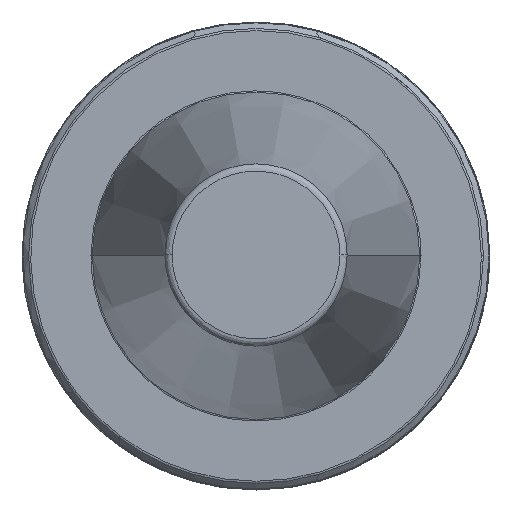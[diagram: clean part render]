
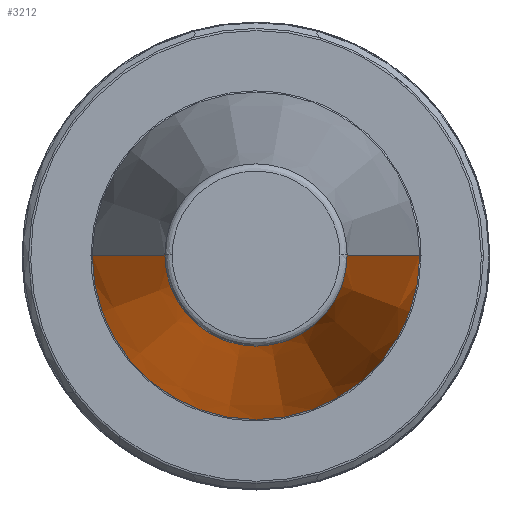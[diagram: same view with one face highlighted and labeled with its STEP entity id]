
A CAD part, top view. The second image highlights one B-rep face of the part: STEP entity #3212.
In plain terms, the highlighted conical face has half-angle 8.297 degrees and reference radius 22.225 mm.
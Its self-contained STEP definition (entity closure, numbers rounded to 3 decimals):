
#25 = ORIENTED_EDGE ( 'NONE', *, *, #1628, .F. ) ;
#51 = VERTEX_POINT ( 'NONE', #3196 ) ;
#53 = DIRECTION ( 'NONE',  ( 0., 0., -1. ) ) ;
#107 = CARTESIAN_POINT ( 'NONE',  ( -22.225, 0., 0. ) ) ;
#414 = VECTOR ( 'NONE', #1460, 1000. ) ;
#483 = CARTESIAN_POINT ( 'NONE',  ( 22.225, 0., 0. ) ) ;
#507 = CARTESIAN_POINT ( 'NONE',  ( 0., 0., 67.544 ) ) ;
#526 = EDGE_CURVE ( 'NONE', #1453, #1983, #2646, .T. ) ;
#550 = CARTESIAN_POINT ( 'NONE',  ( 22.225, 0., 0. ) ) ;
#586 = DIRECTION ( 'NONE',  ( -1., 0., 0. ) ) ;
#760 = DIRECTION ( 'NONE',  ( 1., 0., 0. ) ) ;
#768 = DIRECTION ( 'NONE',  ( -1., 0., 0. ) ) ;
#773 = DIRECTION ( 'NONE',  ( 0., 0., -1. ) ) ;
#788 = CARTESIAN_POINT ( 'NONE',  ( 0., 0., 0. ) ) ;
#1197 = VERTEX_POINT ( 'NONE', #483 ) ;
#1402 = ORIENTED_EDGE ( 'NONE', *, *, #526, .T. ) ;
#1413 = CARTESIAN_POINT ( 'NONE',  ( -12.375, 0., 67.544 ) ) ;
#1453 = VERTEX_POINT ( 'NONE', #1413 ) ;
#1460 = DIRECTION ( 'NONE',  ( -0.144, 0., -0.99 ) ) ;
#1628 = EDGE_CURVE ( 'NONE', #1197, #1983, #2558, .T. ) ;
#1877 = CARTESIAN_POINT ( 'NONE',  ( 0., 0., 0. ) ) ;
#1923 = ORIENTED_EDGE ( 'NONE', *, *, #2251, .F. ) ;
#1983 = VERTEX_POINT ( 'NONE', #3012 ) ;
#2077 = AXIS2_PLACEMENT_3D ( 'NONE', #788, #773, #760 ) ;
#2095 = CIRCLE ( 'NONE', #2106, 12.375 ) ;
#2106 = AXIS2_PLACEMENT_3D ( 'NONE', #507, #2317, #768 ) ;
#2251 = EDGE_CURVE ( 'NONE', #51, #1197, #2493, .T. ) ;
#2314 = CONICAL_SURFACE ( 'NONE', #2420, 22.225, 0.145 ) ;
#2317 = DIRECTION ( 'NONE',  ( 0., 0., -1. ) ) ;
#2403 = FACE_OUTER_BOUND ( 'NONE', #3084, .T. ) ;
#2420 = AXIS2_PLACEMENT_3D ( 'NONE', #1877, #53, #586 ) ;
#2421 = VECTOR ( 'NONE', #2868, 1000. ) ;
#2438 = EDGE_CURVE ( 'NONE', #51, #1453, #2095, .T. ) ;
#2493 = LINE ( 'NONE', #550, #2421 ) ;
#2558 = CIRCLE ( 'NONE', #2077, 22.225 ) ;
#2646 = LINE ( 'NONE', #107, #414 ) ;
#2679 = ORIENTED_EDGE ( 'NONE', *, *, #2438, .T. ) ;
#2868 = DIRECTION ( 'NONE',  ( 0.144, 0., -0.99 ) ) ;
#3012 = CARTESIAN_POINT ( 'NONE',  ( -22.225, 0., 0. ) ) ;
#3084 = EDGE_LOOP ( 'NONE', ( #1923, #2679, #1402, #25 ) ) ;
#3196 = CARTESIAN_POINT ( 'NONE',  ( 12.375, 0., 67.544 ) ) ;
#3212 = ADVANCED_FACE ( 'NONE', ( #2403 ), #2314, .T. ) ;
